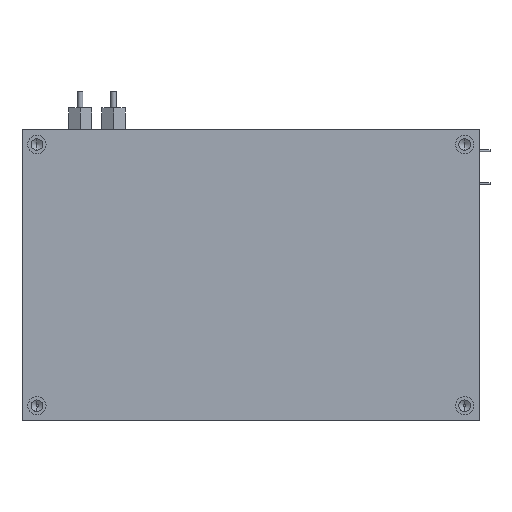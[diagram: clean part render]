
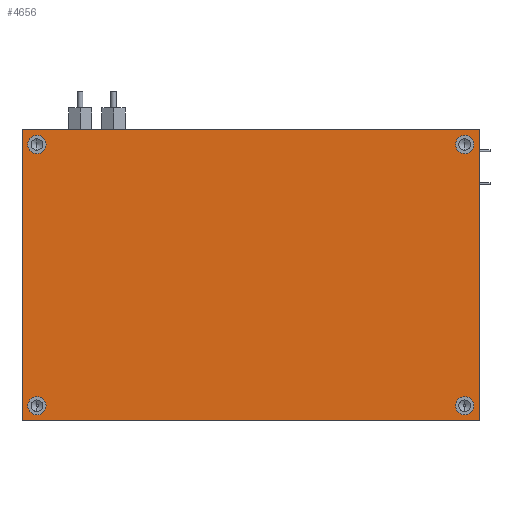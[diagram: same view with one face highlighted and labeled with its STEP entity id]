
A CAD part, front view. The second image highlights one B-rep face of the part: STEP entity #4656.
In plain terms, the highlighted planar face has unit normal (0, -1, 0).
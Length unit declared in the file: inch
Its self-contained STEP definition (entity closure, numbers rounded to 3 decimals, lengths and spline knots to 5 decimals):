
#106 = CARTESIAN_POINT ( 'NONE',  ( -3.02587, 0.54052, 1.04359 ) ) ;
#276 = CARTESIAN_POINT ( 'NONE',  ( -1.65087, 0.54052, 0.16859 ) ) ;
#339 = ORIENTED_EDGE ( 'NONE', *, *, #2475, .F. ) ;
#369 = AXIS2_PLACEMENT_3D ( 'NONE', #4521, #4932, #4538 ) ;
#373 = CARTESIAN_POINT ( 'NONE',  ( -0.36587, 0.54052, -0.67141 ) ) ;
#411 = VERTEX_POINT ( 'NONE', #1477 ) ;
#488 = DIRECTION ( 'NONE',  ( 0., 0., 1. ) ) ;
#490 = VERTEX_POINT ( 'NONE', #732 ) ;
#549 = LINE ( 'NONE', #106, #3682 ) ;
#597 = FACE_BOUND ( 'NONE', #3997, .T. ) ;
#732 = CARTESIAN_POINT ( 'NONE',  ( -3.02587, 0.54052, -0.70641 ) ) ;
#734 = DIRECTION ( 'NONE',  ( 1., 0., 0. ) ) ;
#814 = VECTOR ( 'NONE', #734, 39.37008 ) ;
#848 = DIRECTION ( 'NONE',  ( 0., 0., -1. ) ) ;
#867 = CIRCLE ( 'NONE', #4143, 0.055 ) ;
#906 = VERTEX_POINT ( 'NONE', #5076 ) ;
#945 = EDGE_CURVE ( 'NONE', #1703, #2299, #5227, .T. ) ;
#1096 = PLANE ( 'NONE',  #4252 ) ;
#1161 = ORIENTED_EDGE ( 'NONE', *, *, #2092, .T. ) ;
#1193 = CIRCLE ( 'NONE', #3624, 0.055 ) ;
#1203 = CARTESIAN_POINT ( 'NONE',  ( -0.27587, 0.54052, 1.04359 ) ) ;
#1236 = EDGE_CURVE ( 'NONE', #906, #4506, #3571, .T. ) ;
#1238 = FACE_BOUND ( 'NONE', #1404, .T. ) ;
#1277 = CARTESIAN_POINT ( 'NONE',  ( -3.02587, 0.54052, 1.04359 ) ) ;
#1291 = CARTESIAN_POINT ( 'NONE',  ( -2.93587, 0.54052, -0.67141 ) ) ;
#1293 = CARTESIAN_POINT ( 'NONE',  ( -2.93587, 0.54052, -0.61641 ) ) ;
#1298 = EDGE_LOOP ( 'NONE', ( #2568, #5055 ) ) ;
#1312 = VERTEX_POINT ( 'NONE', #1277 ) ;
#1369 = LINE ( 'NONE', #4530, #2310 ) ;
#1404 = EDGE_LOOP ( 'NONE', ( #4692, #3658 ) ) ;
#1406 = AXIS2_PLACEMENT_3D ( 'NONE', #3287, #1700, #3323 ) ;
#1477 = CARTESIAN_POINT ( 'NONE',  ( -2.93587, 0.54052, 1.00859 ) ) ;
#1488 = ORIENTED_EDGE ( 'NONE', *, *, #3861, .F. ) ;
#1495 = CIRCLE ( 'NONE', #1406, 0.055 ) ;
#1553 = CARTESIAN_POINT ( 'NONE',  ( -3.02587, 0.54052, 1.04359 ) ) ;
#1700 = DIRECTION ( 'NONE',  ( 0., -1., 0. ) ) ;
#1703 = VERTEX_POINT ( 'NONE', #3781 ) ;
#1831 = CARTESIAN_POINT ( 'NONE',  ( -0.36587, 0.54052, 1.00859 ) ) ;
#1905 = DIRECTION ( 'NONE',  ( 0., -1., 0. ) ) ;
#2092 = EDGE_CURVE ( 'NONE', #490, #2368, #2655, .T. ) ;
#2099 = CARTESIAN_POINT ( 'NONE',  ( -2.93587, 0.54052, 0.95359 ) ) ;
#2102 = EDGE_CURVE ( 'NONE', #4506, #906, #4711, .T. ) ;
#2186 = EDGE_CURVE ( 'NONE', #2829, #1312, #3173, .T. ) ;
#2193 = CARTESIAN_POINT ( 'NONE',  ( -0.36587, 0.54052, 0.95359 ) ) ;
#2299 = VERTEX_POINT ( 'NONE', #373 ) ;
#2310 = VECTOR ( 'NONE', #488, 39.37008 ) ;
#2350 = CARTESIAN_POINT ( 'NONE',  ( -3.02587, 0.54052, -0.70641 ) ) ;
#2368 = VERTEX_POINT ( 'NONE', #4154 ) ;
#2475 = EDGE_CURVE ( 'NONE', #3191, #2775, #1193, .T. ) ;
#2568 = ORIENTED_EDGE ( 'NONE', *, *, #3768, .F. ) ;
#2655 = LINE ( 'NONE', #2350, #814 ) ;
#2699 = DIRECTION ( 'NONE',  ( 0., -1., 0. ) ) ;
#2743 = EDGE_LOOP ( 'NONE', ( #4616, #2895, #4156, #1161 ) ) ;
#2775 = VERTEX_POINT ( 'NONE', #4909 ) ;
#2802 = VERTEX_POINT ( 'NONE', #2846 ) ;
#2829 = VERTEX_POINT ( 'NONE', #1203 ) ;
#2846 = CARTESIAN_POINT ( 'NONE',  ( -2.93587, 0.54052, 0.89859 ) ) ;
#2895 = ORIENTED_EDGE ( 'NONE', *, *, #2186, .T. ) ;
#2917 = EDGE_CURVE ( 'NONE', #1312, #490, #549, .T. ) ;
#2921 = DIRECTION ( 'NONE',  ( 0., -1., 0. ) ) ;
#2973 = CIRCLE ( 'NONE', #4031, 0.055 ) ;
#3008 = EDGE_LOOP ( 'NONE', ( #339, #1488 ) ) ;
#3113 = DIRECTION ( 'NONE',  ( 0., 0., 1. ) ) ;
#3173 = LINE ( 'NONE', #1553, #4081 ) ;
#3191 = VERTEX_POINT ( 'NONE', #1831 ) ;
#3203 = AXIS2_PLACEMENT_3D ( 'NONE', #4750, #4805, #3929 ) ;
#3259 = CARTESIAN_POINT ( 'NONE',  ( -0.36587, 0.54052, 0.95359 ) ) ;
#3287 = CARTESIAN_POINT ( 'NONE',  ( -0.36587, 0.54052, -0.61641 ) ) ;
#3323 = DIRECTION ( 'NONE',  ( 0., 0., 1. ) ) ;
#3537 = EDGE_CURVE ( 'NONE', #2802, #411, #2973, .T. ) ;
#3560 = DIRECTION ( 'NONE',  ( -1., 0., 0. ) ) ;
#3564 = DIRECTION ( 'NONE',  ( 0., 0., 1. ) ) ;
#3571 = CIRCLE ( 'NONE', #3887, 0.055 ) ;
#3605 = FACE_OUTER_BOUND ( 'NONE', #2743, .T. ) ;
#3624 = AXIS2_PLACEMENT_3D ( 'NONE', #2193, #3806, #4610 ) ;
#3658 = ORIENTED_EDGE ( 'NONE', *, *, #4478, .F. ) ;
#3679 = DIRECTION ( 'NONE',  ( 0., 0., 1. ) ) ;
#3682 = VECTOR ( 'NONE', #848, 39.37008 ) ;
#3752 = DIRECTION ( 'NONE',  ( 0., 0., 1. ) ) ;
#3768 = EDGE_CURVE ( 'NONE', #411, #2802, #5205, .T. ) ;
#3781 = CARTESIAN_POINT ( 'NONE',  ( -0.36587, 0.54052, -0.56141 ) ) ;
#3806 = DIRECTION ( 'NONE',  ( 0., -1., 0. ) ) ;
#3861 = EDGE_CURVE ( 'NONE', #2775, #3191, #867, .T. ) ;
#3887 = AXIS2_PLACEMENT_3D ( 'NONE', #1293, #4567, #4215 ) ;
#3889 = CARTESIAN_POINT ( 'NONE',  ( -0.36587, 0.54052, -0.61641 ) ) ;
#3929 = DIRECTION ( 'NONE',  ( 0., 0., 1. ) ) ;
#3997 = EDGE_LOOP ( 'NONE', ( #4208, #4124 ) ) ;
#4031 = AXIS2_PLACEMENT_3D ( 'NONE', #2099, #2921, #3752 ) ;
#4081 = VECTOR ( 'NONE', #3560, 39.37008 ) ;
#4124 = ORIENTED_EDGE ( 'NONE', *, *, #2102, .F. ) ;
#4143 = AXIS2_PLACEMENT_3D ( 'NONE', #3259, #4485, #3679 ) ;
#4154 = CARTESIAN_POINT ( 'NONE',  ( -0.27587, 0.54052, -0.70641 ) ) ;
#4156 = ORIENTED_EDGE ( 'NONE', *, *, #2917, .T. ) ;
#4208 = ORIENTED_EDGE ( 'NONE', *, *, #1236, .F. ) ;
#4215 = DIRECTION ( 'NONE',  ( 0., 0., 1. ) ) ;
#4252 = AXIS2_PLACEMENT_3D ( 'NONE', #276, #1905, #3564 ) ;
#4478 = EDGE_CURVE ( 'NONE', #2299, #1703, #1495, .T. ) ;
#4485 = DIRECTION ( 'NONE',  ( 0., -1., 0. ) ) ;
#4506 = VERTEX_POINT ( 'NONE', #1291 ) ;
#4521 = CARTESIAN_POINT ( 'NONE',  ( -2.93587, 0.54052, 0.95359 ) ) ;
#4530 = CARTESIAN_POINT ( 'NONE',  ( -0.27587, 0.54052, 1.04359 ) ) ;
#4538 = DIRECTION ( 'NONE',  ( 0., 0., 1. ) ) ;
#4567 = DIRECTION ( 'NONE',  ( 0., -1., 0. ) ) ;
#4610 = DIRECTION ( 'NONE',  ( 0., 0., 1. ) ) ;
#4616 = ORIENTED_EDGE ( 'NONE', *, *, #4861, .T. ) ;
#4631 = FACE_BOUND ( 'NONE', #3008, .T. ) ;
#4656 = ADVANCED_FACE ( 'NONE', ( #1238, #4691, #597, #4631, #3605 ), #1096, .T. ) ;
#4691 = FACE_BOUND ( 'NONE', #1298, .T. ) ;
#4692 = ORIENTED_EDGE ( 'NONE', *, *, #945, .F. ) ;
#4711 = CIRCLE ( 'NONE', #3203, 0.055 ) ;
#4750 = CARTESIAN_POINT ( 'NONE',  ( -2.93587, 0.54052, -0.61641 ) ) ;
#4805 = DIRECTION ( 'NONE',  ( 0., -1., 0. ) ) ;
#4861 = EDGE_CURVE ( 'NONE', #2368, #2829, #1369, .T. ) ;
#4909 = CARTESIAN_POINT ( 'NONE',  ( -0.36587, 0.54052, 0.89859 ) ) ;
#4932 = DIRECTION ( 'NONE',  ( 0., -1., 0. ) ) ;
#4977 = AXIS2_PLACEMENT_3D ( 'NONE', #3889, #2699, #3113 ) ;
#5055 = ORIENTED_EDGE ( 'NONE', *, *, #3537, .F. ) ;
#5076 = CARTESIAN_POINT ( 'NONE',  ( -2.93587, 0.54052, -0.56141 ) ) ;
#5205 = CIRCLE ( 'NONE', #369, 0.055 ) ;
#5227 = CIRCLE ( 'NONE', #4977, 0.055 ) ;
